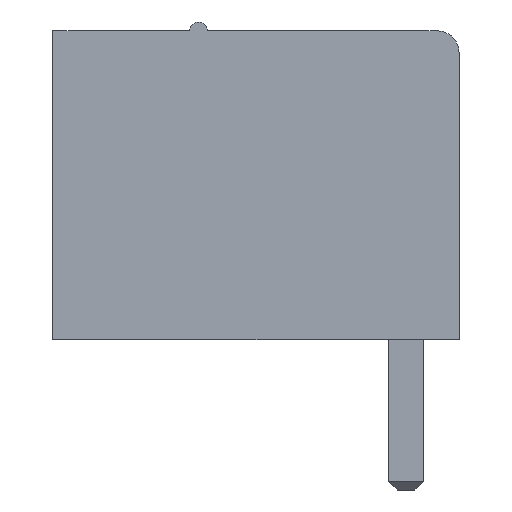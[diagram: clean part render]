
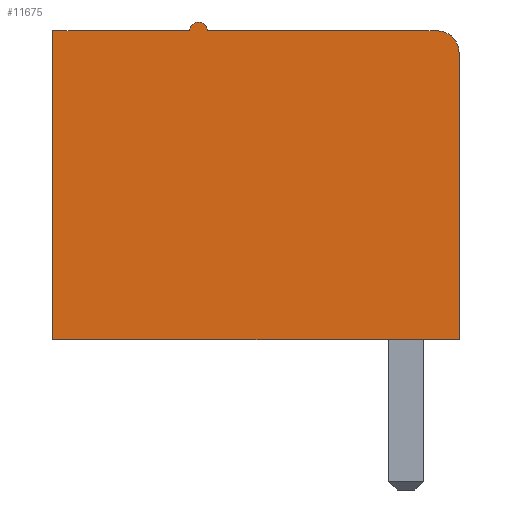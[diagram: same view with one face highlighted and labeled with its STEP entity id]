
A CAD part, left-side view. The second image highlights one B-rep face of the part: STEP entity #11675.
In plain terms, the highlighted planar face has unit normal (-1, 0, 0).
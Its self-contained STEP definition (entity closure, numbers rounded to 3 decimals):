
#304=CIRCLE('',#12611,0.5);
#305=CIRCLE('',#12612,0.2);
#846=FACE_OUTER_BOUND('',#1458,.T.);
#1458=EDGE_LOOP('',(#10279,#10280,#10281,#10282,#10283,#10284,#10285));
#2912=LINE('',#18698,#4452);
#2919=LINE('',#18714,#4459);
#2920=LINE('',#18718,#4460);
#2921=LINE('',#18720,#4461);
#2922=LINE('',#18721,#4462);
#4452=VECTOR('',#15362,10.);
#4459=VECTOR('',#15373,10.);
#4460=VECTOR('',#15376,10.);
#4461=VECTOR('',#15377,10.);
#4462=VECTOR('',#15378,10.);
#5572=VERTEX_POINT('',#18695);
#5573=VERTEX_POINT('',#18697);
#5579=VERTEX_POINT('',#18711);
#5580=VERTEX_POINT('',#18713);
#5581=VERTEX_POINT('',#18715);
#5582=VERTEX_POINT('',#18717);
#5583=VERTEX_POINT('',#18719);
#7155=EDGE_CURVE('',#5572,#5573,#2912,.T.);
#7162=EDGE_CURVE('',#5579,#5572,#304,.T.);
#7163=EDGE_CURVE('',#5580,#5579,#2919,.T.);
#7164=EDGE_CURVE('',#5581,#5580,#305,.T.);
#7165=EDGE_CURVE('',#5582,#5581,#2920,.T.);
#7166=EDGE_CURVE('',#5583,#5582,#2921,.T.);
#7167=EDGE_CURVE('',#5573,#5583,#2922,.T.);
#10279=ORIENTED_EDGE('',*,*,#7162,.F.);
#10280=ORIENTED_EDGE('',*,*,#7163,.F.);
#10281=ORIENTED_EDGE('',*,*,#7164,.F.);
#10282=ORIENTED_EDGE('',*,*,#7165,.F.);
#10283=ORIENTED_EDGE('',*,*,#7166,.F.);
#10284=ORIENTED_EDGE('',*,*,#7167,.F.);
#10285=ORIENTED_EDGE('',*,*,#7155,.F.);
#11088=PLANE('',#12610);
#11675=ADVANCED_FACE('',(#846),#11088,.F.);
#12610=AXIS2_PLACEMENT_3D('',#18710,#15369,#15370);
#12611=AXIS2_PLACEMENT_3D('',#18712,#15371,#15372);
#12612=AXIS2_PLACEMENT_3D('',#18716,#15374,#15375);
#15362=DIRECTION('',(0.,0.,-1.));
#15369=DIRECTION('center_axis',(1.,0.,0.));
#15370=DIRECTION('ref_axis',(0.,0.,-1.));
#15371=DIRECTION('center_axis',(1.,0.,0.));
#15372=DIRECTION('ref_axis',(0.,0.,1.));
#15373=DIRECTION('',(0.,-1.,0.));
#15374=DIRECTION('center_axis',(1.,0.,0.));
#15375=DIRECTION('ref_axis',(0.,1.,0.));
#15376=DIRECTION('',(0.,-1.,0.));
#15377=DIRECTION('',(0.,0.,1.));
#15378=DIRECTION('',(0.,1.,0.));
#18695=CARTESIAN_POINT('',(-2.54,-1.2,6.5));
#18697=CARTESIAN_POINT('',(-2.54,-1.2,0.));
#18698=CARTESIAN_POINT('',(-2.54,-1.2,6.5));
#18710=CARTESIAN_POINT('Origin',(-2.54,3.461,3.465));
#18711=CARTESIAN_POINT('',(-2.54,-0.7,7.));
#18712=CARTESIAN_POINT('Origin',(-2.54,-0.7,6.5));
#18713=CARTESIAN_POINT('',(-2.54,4.5,7.));
#18714=CARTESIAN_POINT('',(-2.54,4.5,7.));
#18715=CARTESIAN_POINT('',(-2.54,4.9,7.));
#18716=CARTESIAN_POINT('Origin',(-2.54,4.7,7.));
#18717=CARTESIAN_POINT('',(-2.54,8.,7.));
#18718=CARTESIAN_POINT('',(-2.54,8.,7.));
#18719=CARTESIAN_POINT('',(-2.54,8.,0.));
#18720=CARTESIAN_POINT('',(-2.54,8.,0.));
#18721=CARTESIAN_POINT('',(-2.54,-1.2,0.));
